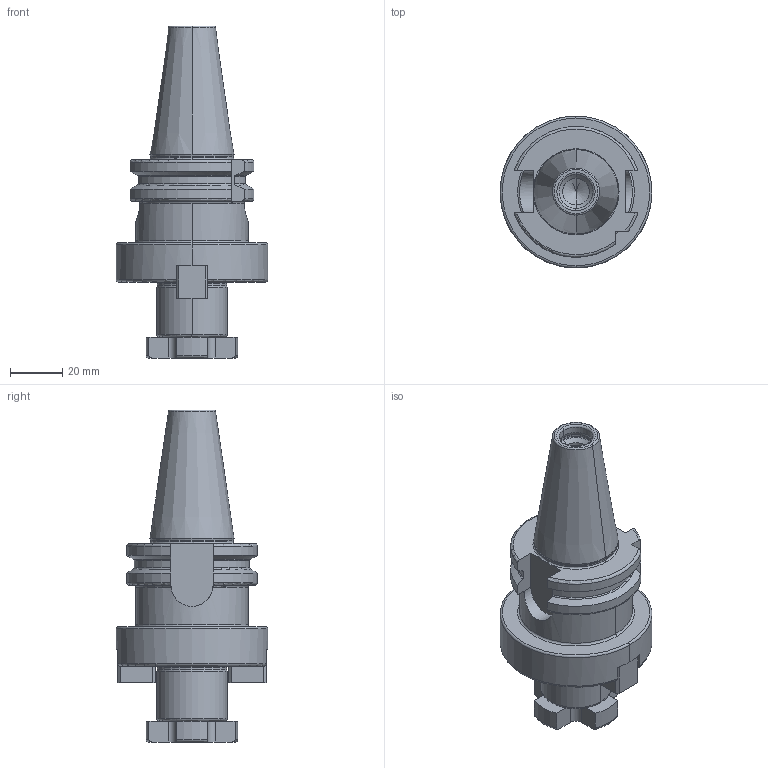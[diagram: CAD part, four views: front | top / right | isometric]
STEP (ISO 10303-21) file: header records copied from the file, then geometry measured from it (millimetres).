
FILE_DESCRIPTION((''),'2;1');
FILE_NAME('302_11_27','2020-09-01T',('104091'),(''),'CREO PARAMETRIC BY PTC INC, 2016260','CREO PARAMETRIC BY PTC INC, 2016260','');
FILE_SCHEMA(('CONFIG_CONTROL_DESIGN'));
Length unit declared in the file: millimetre
Products named in the file (1): 302_11_27
Bounding box: 58 x 58 x 126.8 mm (x, y, z)
Volume: 126623.6 mm3; surface area: 25597.6 mm2
Topology: 1 solids, 6 shells, 244 faces, 603 edges, 372 vertices
Faces by surface type: plane 89, cylinder 67, torus 49, cone 39
Entity records: 7580 total; most frequent: CARTESIAN_POINT 1706, DIRECTION 1280, ORIENTED_EDGE 1190, EDGE_CURVE 595, AXIS2_PLACEMENT_3D 500, VERTEX_POINT 372, VECTOR 280, LINE 280
